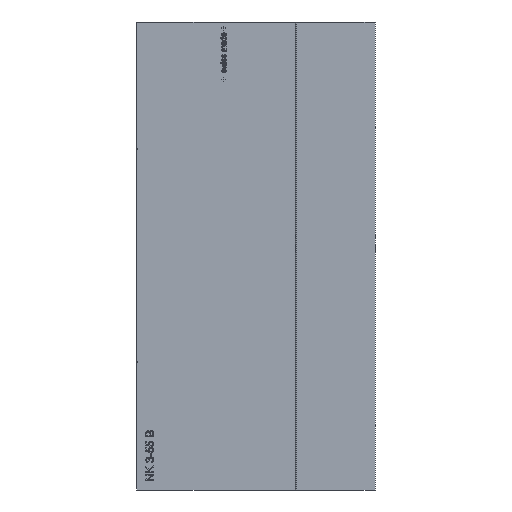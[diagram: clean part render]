
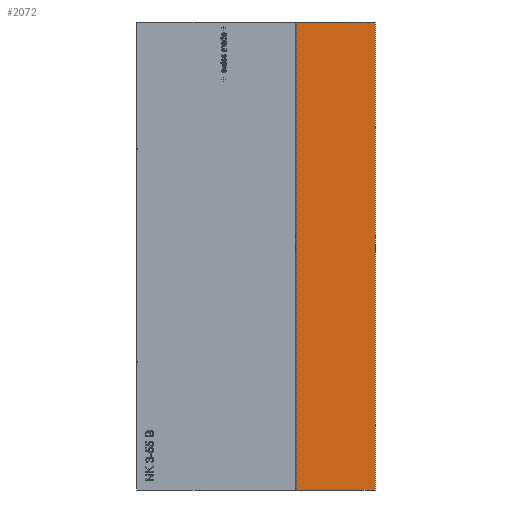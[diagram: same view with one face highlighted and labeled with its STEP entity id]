
A CAD part, left-side view. The second image highlights one B-rep face of the part: STEP entity #2072.
In plain terms, the highlighted planar face has unit normal (-1, 0, 0).
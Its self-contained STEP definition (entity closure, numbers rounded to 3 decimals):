
#1371 = PLANE('',#1372);
#1372 = AXIS2_PLACEMENT_3D('',#1373,#1374,#1375);
#1373 = CARTESIAN_POINT('',(-10.3,9.38,55.));
#1374 = DIRECTION('',(0.,0.,1.));
#1375 = DIRECTION('',(1.,0.,0.));
#1399 = PLANE('',#1400);
#1400 = AXIS2_PLACEMENT_3D('',#1401,#1402,#1403);
#1401 = CARTESIAN_POINT('',(-10.4,9.28,0.));
#1402 = DIRECTION('',(0.,-1.,0.));
#1403 = DIRECTION('',(-1.,0.,0.));
#1425 = PLANE('',#1426);
#1426 = AXIS2_PLACEMENT_3D('',#1427,#1428,#1429);
#1427 = CARTESIAN_POINT('',(-10.3,9.38,0.));
#1428 = DIRECTION('',(0.,0.,1.));
#1429 = DIRECTION('',(1.,0.,0.));
#1518 = VERTEX_POINT('',#1519);
#1519 = CARTESIAN_POINT('',(-30.,9.28,55.));
#1540 = EDGE_CURVE('',#1541,#1518,#1543,.T.);
#1541 = VERTEX_POINT('',#1542);
#1542 = CARTESIAN_POINT('',(-30.,9.28,0.));
#1543 = SURFACE_CURVE('',#1544,(#1548,#1555),.PCURVE_S1.);
#1544 = LINE('',#1545,#1546);
#1545 = CARTESIAN_POINT('',(-30.,9.28,0.));
#1546 = VECTOR('',#1547,1.);
#1547 = DIRECTION('',(0.,0.,1.));
#1548 = PCURVE('',#1399,#1549);
#1549 = DEFINITIONAL_REPRESENTATION('',(#1550),#1554);
#1550 = LINE('',#1551,#1552);
#1551 = CARTESIAN_POINT('',(19.6,0.));
#1552 = VECTOR('',#1553,1.);
#1553 = DIRECTION('',(0.,-1.));
#1554 = ( GEOMETRIC_REPRESENTATION_CONTEXT(2) 
PARAMETRIC_REPRESENTATION_CONTEXT() REPRESENTATION_CONTEXT('2D SPACE',''
  ) );
#1555 = PCURVE('',#1556,#1561);
#1556 = PLANE('',#1557);
#1557 = AXIS2_PLACEMENT_3D('',#1558,#1559,#1560);
#1558 = CARTESIAN_POINT('',(-30.,0.,0.));
#1559 = DIRECTION('',(-1.,0.,0.));
#1560 = DIRECTION('',(0.,1.,0.));
#1561 = DEFINITIONAL_REPRESENTATION('',(#1562),#1566);
#1562 = LINE('',#1563,#1564);
#1563 = CARTESIAN_POINT('',(9.28,0.));
#1564 = VECTOR('',#1565,1.);
#1565 = DIRECTION('',(0.,-1.));
#1566 = ( GEOMETRIC_REPRESENTATION_CONTEXT(2) 
PARAMETRIC_REPRESENTATION_CONTEXT() REPRESENTATION_CONTEXT('2D SPACE',''
  ) );
#1594 = EDGE_CURVE('',#1595,#1541,#1597,.T.);
#1595 = VERTEX_POINT('',#1596);
#1596 = CARTESIAN_POINT('',(-30.,0.,0.));
#1597 = SURFACE_CURVE('',#1598,(#1602,#1609),.PCURVE_S1.);
#1598 = LINE('',#1599,#1600);
#1599 = CARTESIAN_POINT('',(-30.,0.,0.));
#1600 = VECTOR('',#1601,1.);
#1601 = DIRECTION('',(0.,1.,0.));
#1602 = PCURVE('',#1425,#1603);
#1603 = DEFINITIONAL_REPRESENTATION('',(#1604),#1608);
#1604 = LINE('',#1605,#1606);
#1605 = CARTESIAN_POINT('',(-19.7,-9.38));
#1606 = VECTOR('',#1607,1.);
#1607 = DIRECTION('',(0.,1.));
#1608 = ( GEOMETRIC_REPRESENTATION_CONTEXT(2) 
PARAMETRIC_REPRESENTATION_CONTEXT() REPRESENTATION_CONTEXT('2D SPACE',''
  ) );
#1609 = PCURVE('',#1556,#1610);
#1610 = DEFINITIONAL_REPRESENTATION('',(#1611),#1615);
#1611 = LINE('',#1612,#1613);
#1612 = CARTESIAN_POINT('',(0.,0.));
#1613 = VECTOR('',#1614,1.);
#1614 = DIRECTION('',(1.,0.));
#1615 = ( GEOMETRIC_REPRESENTATION_CONTEXT(2) 
PARAMETRIC_REPRESENTATION_CONTEXT() REPRESENTATION_CONTEXT('2D SPACE',''
  ) );
#1633 = PLANE('',#1634);
#1634 = AXIS2_PLACEMENT_3D('',#1635,#1636,#1637);
#1635 = CARTESIAN_POINT('',(-30.,0.,0.));
#1636 = DIRECTION('',(0.,1.,0.));
#1637 = DIRECTION('',(1.,0.,0.));
#1840 = EDGE_CURVE('',#1841,#1518,#1843,.T.);
#1841 = VERTEX_POINT('',#1842);
#1842 = CARTESIAN_POINT('',(-30.,0.,55.));
#1843 = SURFACE_CURVE('',#1844,(#1848,#1855),.PCURVE_S1.);
#1844 = LINE('',#1845,#1846);
#1845 = CARTESIAN_POINT('',(-30.,0.,55.));
#1846 = VECTOR('',#1847,1.);
#1847 = DIRECTION('',(0.,1.,0.));
#1848 = PCURVE('',#1371,#1849);
#1849 = DEFINITIONAL_REPRESENTATION('',(#1850),#1854);
#1850 = LINE('',#1851,#1852);
#1851 = CARTESIAN_POINT('',(-19.7,-9.38));
#1852 = VECTOR('',#1853,1.);
#1853 = DIRECTION('',(0.,1.));
#1854 = ( GEOMETRIC_REPRESENTATION_CONTEXT(2) 
PARAMETRIC_REPRESENTATION_CONTEXT() REPRESENTATION_CONTEXT('2D SPACE',''
  ) );
#1855 = PCURVE('',#1556,#1856);
#1856 = DEFINITIONAL_REPRESENTATION('',(#1857),#1861);
#1857 = LINE('',#1858,#1859);
#1858 = CARTESIAN_POINT('',(0.,-55.));
#1859 = VECTOR('',#1860,1.);
#1860 = DIRECTION('',(1.,0.));
#1861 = ( GEOMETRIC_REPRESENTATION_CONTEXT(2) 
PARAMETRIC_REPRESENTATION_CONTEXT() REPRESENTATION_CONTEXT('2D SPACE',''
  ) );
#2072 = ADVANCED_FACE('',(#2073),#1556,.T.);
#2073 = FACE_BOUND('',#2074,.T.);
#2074 = EDGE_LOOP('',(#2075,#2096,#2097,#2098));
#2075 = ORIENTED_EDGE('',*,*,#2076,.T.);
#2076 = EDGE_CURVE('',#1595,#1841,#2077,.T.);
#2077 = SURFACE_CURVE('',#2078,(#2082,#2089),.PCURVE_S1.);
#2078 = LINE('',#2079,#2080);
#2079 = CARTESIAN_POINT('',(-30.,0.,0.));
#2080 = VECTOR('',#2081,1.);
#2081 = DIRECTION('',(0.,0.,1.));
#2082 = PCURVE('',#1556,#2083);
#2083 = DEFINITIONAL_REPRESENTATION('',(#2084),#2088);
#2084 = LINE('',#2085,#2086);
#2085 = CARTESIAN_POINT('',(0.,0.));
#2086 = VECTOR('',#2087,1.);
#2087 = DIRECTION('',(0.,-1.));
#2088 = ( GEOMETRIC_REPRESENTATION_CONTEXT(2) 
PARAMETRIC_REPRESENTATION_CONTEXT() REPRESENTATION_CONTEXT('2D SPACE',''
  ) );
#2089 = PCURVE('',#1633,#2090);
#2090 = DEFINITIONAL_REPRESENTATION('',(#2091),#2095);
#2091 = LINE('',#2092,#2093);
#2092 = CARTESIAN_POINT('',(0.,0.));
#2093 = VECTOR('',#2094,1.);
#2094 = DIRECTION('',(0.,-1.));
#2095 = ( GEOMETRIC_REPRESENTATION_CONTEXT(2) 
PARAMETRIC_REPRESENTATION_CONTEXT() REPRESENTATION_CONTEXT('2D SPACE',''
  ) );
#2096 = ORIENTED_EDGE('',*,*,#1840,.T.);
#2097 = ORIENTED_EDGE('',*,*,#1540,.F.);
#2098 = ORIENTED_EDGE('',*,*,#1594,.F.);
